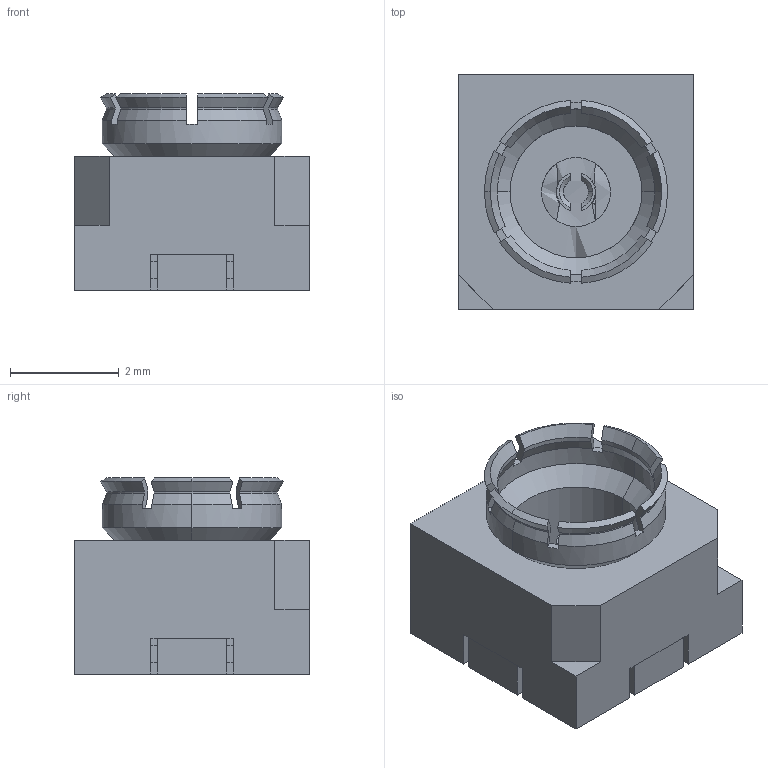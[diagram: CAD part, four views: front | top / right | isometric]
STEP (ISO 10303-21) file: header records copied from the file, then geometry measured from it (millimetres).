
FILE_DESCRIPTION(('FreeCAD Model'),'2;1');
FILE_NAME('Fusion.step','2017-11-22T14:10:26',( 'kicad StepUp'),('ksu MCAD'),'Open CASCADE STEP processor 6.8', 'FreeCAD','Unknown');
FILE_SCHEMA(('AUTOMOTIVE_DESIGN_CC2 { 1 2 10303 214 -1 1 5 4 }'));
Length unit declared in the file: millimetre
Products named in the file (2): ASSEMBLY; Fusion
Assembly tree (1 placements, depth 2):
  ASSEMBLY
    Fusion
Bounding box: 4.32 x 4.32 x 3.61 mm (x, y, z)
Surface area: 165.2 mm2 (no closed solid volume)
Topology: 0 solids, 12 shells, 246 faces, 706 edges, 442 vertices
Faces by surface type: plane 160, cone 42, cylinder 36, bspline 8
Entity records: 10295 total; most frequent: CARTESIAN_POINT 2171, ORIENTED_EDGE 1439, DIRECTION 1229, EDGE_CURVE 706, LINE 475, VECTOR 475, VERTEX_POINT 442, AXIS2_PLACEMENT_3D 377
